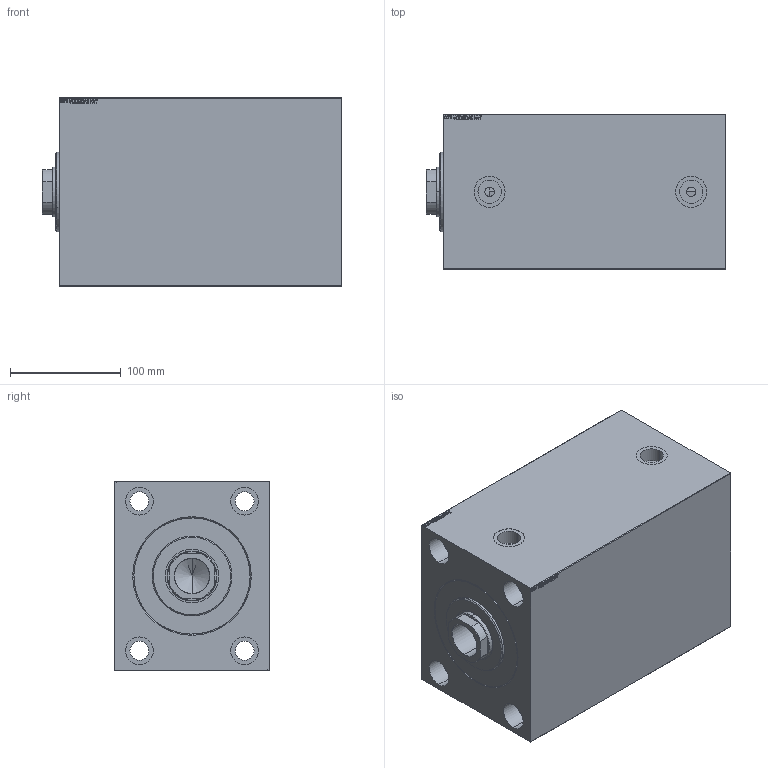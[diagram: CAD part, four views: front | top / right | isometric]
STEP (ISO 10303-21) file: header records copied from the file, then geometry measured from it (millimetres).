
FILE_DESCRIPTION (( 'STEP AP203' ), '1' );
FILE_NAME ('1b73.STEP', '2022-05-19T09:37:24', ( '' ), ( '' ), 'SwSTEP 2.0', 'SolidWorks 2019', '' );
FILE_SCHEMA (( 'CONFIG_CONTROL_DESIGN' ));
Length unit declared in the file: millimetre
Products named in the file (4): V450CM_C_Body 4ccde022c66677ca38a37012ad6281e0; 1b73; V450CM_C_VCP 4ccde022c66677ca38a37012ad6281e0; V450CM_VC_B 4ccde022c66677ca38a37012ad6281e0
Assembly tree (3 placements, depth 2):
  1b73
    V450CM_C_Body 4ccde022c66677ca38a37012ad6281e0
    V450CM_C_VCP 4ccde022c66677ca38a37012ad6281e0
    V450CM_VC_B 4ccde022c66677ca38a37012ad6281e0
Bounding box: 270 x 140 x 170 mm (x, y, z)
Volume: 4835787.6 mm3; surface area: 434025 mm2
Topology: 3 solids, 3 shells, 882 faces, 2260 edges, 1497 vertices
Faces by surface type: plane 414, bspline 380, cylinder 74, cone 14
Entity records: 44776 total; most frequent: CARTESIAN_POINT 25411, ORIENTED_EDGE 4516, DIRECTION 2650, EDGE_CURVE 2258, VERTEX_POINT 1497, LINE 1322, VECTOR 1322, EDGE_LOOP 1015
